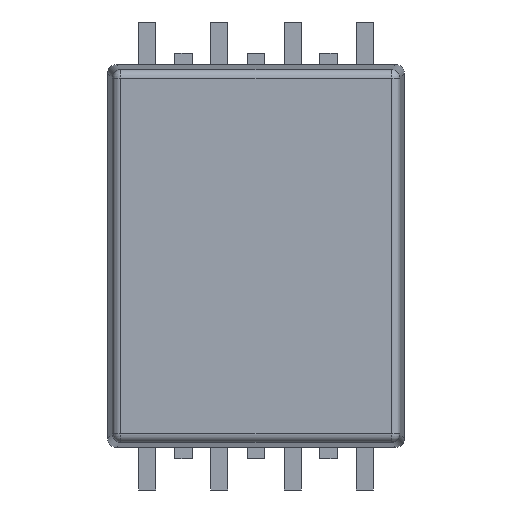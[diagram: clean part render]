
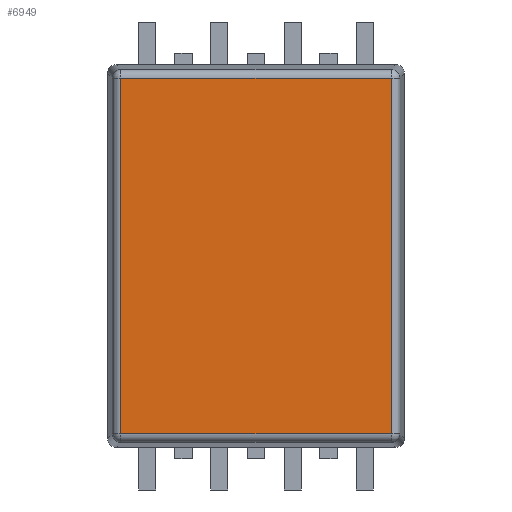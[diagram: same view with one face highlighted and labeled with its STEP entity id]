
A CAD part, left-side view. The second image highlights one B-rep face of the part: STEP entity #6949.
In plain terms, the highlighted planar face has unit normal (-1, 0, 0).
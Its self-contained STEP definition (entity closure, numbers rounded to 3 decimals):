
#827=PLANE('',#7534);
#1042=FACE_OUTER_BOUND('',#1475,.T.);
#1475=EDGE_LOOP('',(#5334,#5335,#5336,#5337));
#2087=LINE('',#11170,#2667);
#2088=LINE('',#11171,#2668);
#2089=LINE('',#11172,#2669);
#2090=LINE('',#11173,#2670);
#2667=VECTOR('',#8822,1.);
#2668=VECTOR('',#8823,1.);
#2669=VECTOR('',#8824,1.);
#2670=VECTOR('',#8825,1.);
#3403=VERTEX_POINT('',#11157);
#3406=VERTEX_POINT('',#11164);
#3407=VERTEX_POINT('',#11168);
#3408=VERTEX_POINT('',#11169);
#4098=EDGE_CURVE('',#3407,#3408,#2087,.T.);
#4099=EDGE_CURVE('',#3403,#3407,#2088,.T.);
#4100=EDGE_CURVE('',#3406,#3403,#2089,.T.);
#4101=EDGE_CURVE('',#3408,#3406,#2090,.T.);
#5334=ORIENTED_EDGE('',*,*,#4098,.F.);
#5335=ORIENTED_EDGE('',*,*,#4099,.F.);
#5336=ORIENTED_EDGE('',*,*,#4100,.F.);
#5337=ORIENTED_EDGE('',*,*,#4101,.F.);
#6949=ADVANCED_FACE('',(#1042),#827,.F.);
#7534=AXIS2_PLACEMENT_3D('',#11167,#8820,#8821);
#8820=DIRECTION('center_axis',(1.,0.,0.));
#8821=DIRECTION('ref_axis',(0.,0.,1.));
#8822=DIRECTION('',(0.,-1.,0.));
#8823=DIRECTION('',(0.,0.,1.));
#8824=DIRECTION('',(0.,1.,0.));
#8825=DIRECTION('',(0.,0.,-1.));
#11157=CARTESIAN_POINT('',(-9.716,-2.651,-5.97));
#11164=CARTESIAN_POINT('',(-9.716,-12.122,-5.97));
#11167=CARTESIAN_POINT('Origin',(-9.716,-7.387,0.266));
#11168=CARTESIAN_POINT('',(-9.716,-2.651,6.502));
#11169=CARTESIAN_POINT('',(-9.716,-12.122,6.502));
#11170=CARTESIAN_POINT('',(-9.716,-4.787,6.502));
#11171=CARTESIAN_POINT('',(-9.716,-2.651,-3.084));
#11172=CARTESIAN_POINT('',(-9.716,-9.987,-5.97));
#11173=CARTESIAN_POINT('',(-9.716,-12.122,3.616));
